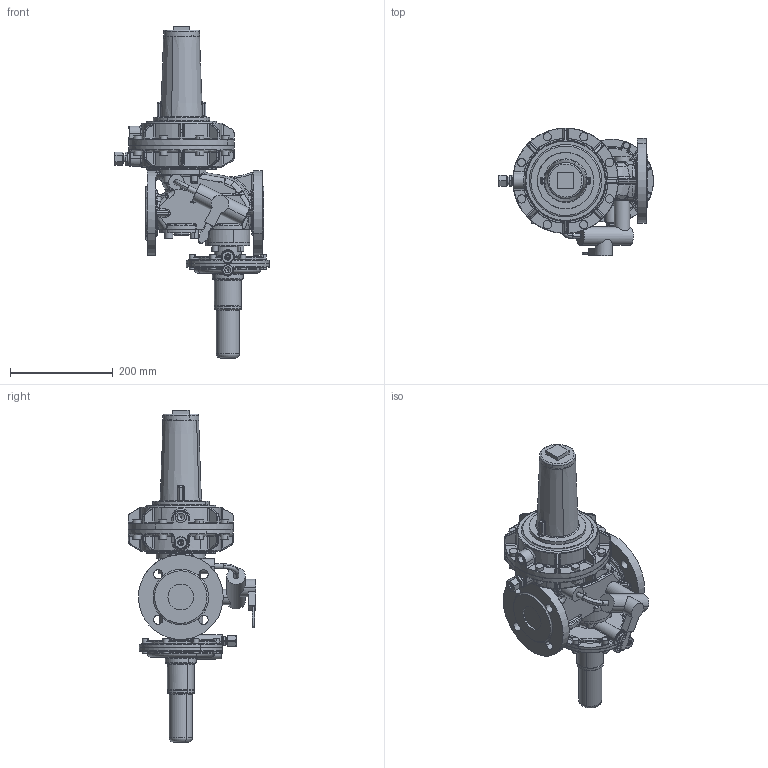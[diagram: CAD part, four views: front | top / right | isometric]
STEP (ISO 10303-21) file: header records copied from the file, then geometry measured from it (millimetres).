
FILE_DESCRIPTION(('CATIA V5 STEP Exchange'),'2;1');
FILE_NAME('RS 254 DN 050-205-links.stp','2016-11-29T10:29:18+00:00',('none'),('none'),'CATIA Version 5 Release 19 SP 9 (IN-10)','CATIA V5 STEP AP203','none');
FILE_SCHEMA(('CONFIG_CONTROL_DESIGN'));
Products named in the file (1): RS 254 DN 050-205
Bounding box: 301.3 x 248.5 x 646.06 mm (x, y, z)
Volume: 6549588.1 mm3; surface area: 506413.2 mm2
Topology: 1 solids, 27 shells, 2219 faces, 5423 edges, 3123 vertices
Faces by surface type: cylinder 750, bspline 422, torus 419, plane 363, sphere 145, cone 108, extrusion 6, revolution 6
Entity records: 96333 total; most frequent: CARTESIAN_POINT 52248, ORIENTED_EDGE 10484, DIRECTION 6289, EDGE_CURVE 5242, AXIS2_PLACEMENT_3D 3621, VERTEX_POINT 3123, EDGE_LOOP 2325, ADVANCED_FACE 2219
